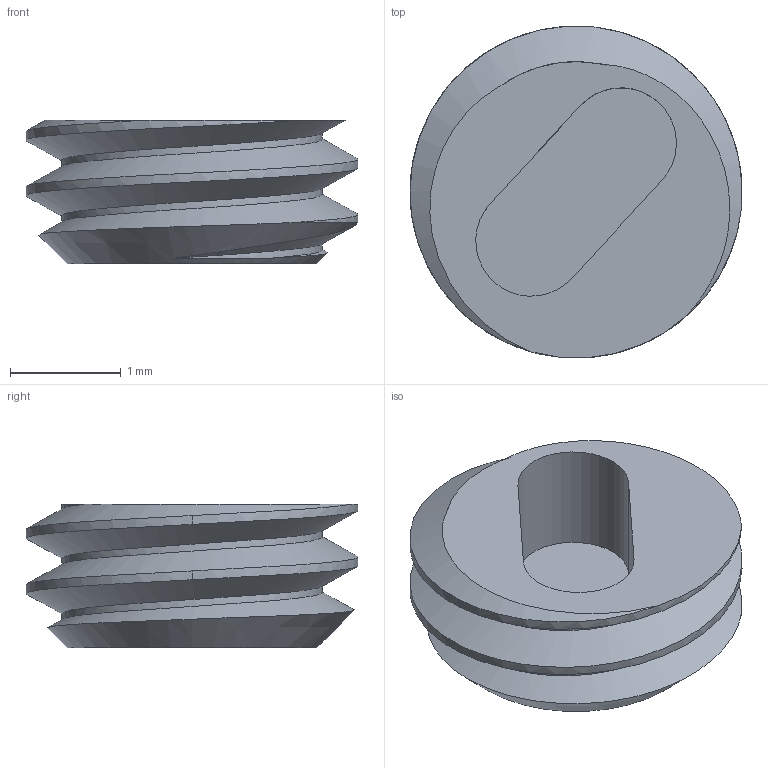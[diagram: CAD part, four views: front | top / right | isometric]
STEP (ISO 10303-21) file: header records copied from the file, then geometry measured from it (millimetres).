
FILE_DESCRIPTION(/* description */ ('STEP AP203'),/* implementation_level */ '2;1');
FILE_NAME(/* name */ 'translationalstages_locknut_mk1.stp',/* time_stamp */ '2022-12-10T13:44:52+01:00',/* author */ ('Rik Ubaghs'),/* organization */ (''),/* preprocessor_version */ 'ST-DEVELOPER v18.1',/* originating_system */ 'Autodesk Inventor 2021',/* authorisation */ '');
FILE_SCHEMA (('AUTOMOTIVE_DESIGN { 1 0 10303 214 3 1 1 }'));
Length unit declared in the file: millimetre
Products named in the file (1): translationalstages_locknut_mk1
Bounding box: 3 x 3 x 1.3 mm (x, y, z)
Volume: 5.2 mm3; surface area: 33.7 mm2
Topology: 1 solids, 1 shells, 14 faces, 34 edges, 23 vertices
Faces by surface type: cylinder 5, plane 5, bspline 3, cone 1
Full cylindrical faces by diameter (mm): 3 x1
Entity records: 2046 total; most frequent: CARTESIAN_POINT 1679, ORIENTED_EDGE 68, DIRECTION 55, EDGE_CURVE 34, VERTEX_POINT 23, AXIS2_PLACEMENT_3D 22, EDGE_LOOP 15, FACE_OUTER_BOUND 14
